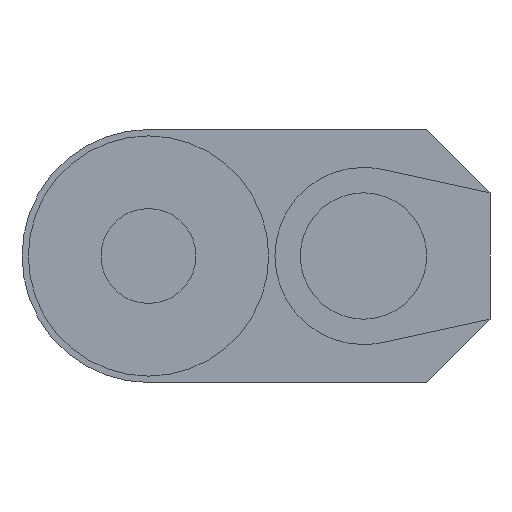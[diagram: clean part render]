
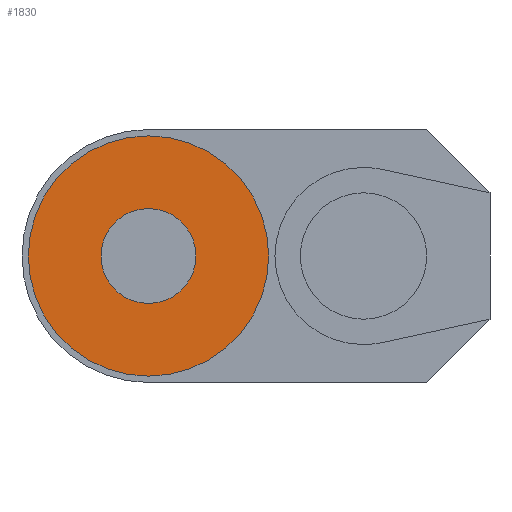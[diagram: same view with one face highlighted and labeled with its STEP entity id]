
A CAD part, front view. The second image highlights one B-rep face of the part: STEP entity #1830.
In plain terms, the highlighted planar face has unit normal (0, -1, 0).
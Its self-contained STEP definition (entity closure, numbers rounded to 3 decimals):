
#132 = CARTESIAN_POINT ( 'NONE',  ( -27., -96., 7.5 ) ) ;
#139 = CARTESIAN_POINT ( 'NONE',  ( -27., -96., 0. ) ) ;
#142 = DIRECTION ( 'NONE',  ( 0., 0., -1. ) ) ;
#219 = EDGE_LOOP ( 'NONE', ( #1980, #1484 ) ) ;
#233 = CARTESIAN_POINT ( 'NONE',  ( -27., -96., -19. ) ) ;
#249 = VERTEX_POINT ( 'NONE', #132 ) ;
#278 = EDGE_CURVE ( 'NONE', #249, #893, #1134, .T. ) ;
#308 = FACE_OUTER_BOUND ( 'NONE', #219, .T. ) ;
#381 = AXIS2_PLACEMENT_3D ( 'NONE', #2150, #1543, #142 ) ;
#509 = PLANE ( 'NONE',  #801 ) ;
#545 = CARTESIAN_POINT ( 'NONE',  ( -27., -96., -7.5 ) ) ;
#675 = AXIS2_PLACEMENT_3D ( 'NONE', #2605, #716, #1120 ) ;
#716 = DIRECTION ( 'NONE',  ( 0., -1., 0. ) ) ;
#727 = EDGE_CURVE ( 'NONE', #2234, #1096, #2204, .T. ) ;
#801 = AXIS2_PLACEMENT_3D ( 'NONE', #139, #2580, #1124 ) ;
#871 = ORIENTED_EDGE ( 'NONE', *, *, #278, .F. ) ;
#893 = VERTEX_POINT ( 'NONE', #545 ) ;
#1016 = ORIENTED_EDGE ( 'NONE', *, *, #1739, .F. ) ;
#1096 = VERTEX_POINT ( 'NONE', #1304 ) ;
#1120 = DIRECTION ( 'NONE',  ( 0., 0., -1. ) ) ;
#1124 = DIRECTION ( 'NONE',  ( 0., 0., -1. ) ) ;
#1134 = CIRCLE ( 'NONE', #675, 7.5 ) ;
#1234 = DIRECTION ( 'NONE',  ( 0., 0., -1. ) ) ;
#1304 = CARTESIAN_POINT ( 'NONE',  ( -27., -96., 19. ) ) ;
#1368 = FACE_BOUND ( 'NONE', #1640, .T. ) ;
#1484 = ORIENTED_EDGE ( 'NONE', *, *, #727, .T. ) ;
#1543 = DIRECTION ( 'NONE',  ( 0., -1., 0. ) ) ;
#1640 = EDGE_LOOP ( 'NONE', ( #871, #1016 ) ) ;
#1670 = CARTESIAN_POINT ( 'NONE',  ( -27., -96., 0. ) ) ;
#1739 = EDGE_CURVE ( 'NONE', #893, #249, #2342, .T. ) ;
#1817 = DIRECTION ( 'NONE',  ( 0., -1., 0. ) ) ;
#1830 = ADVANCED_FACE ( 'NONE', ( #1368, #308 ), #509, .T. ) ;
#1980 = ORIENTED_EDGE ( 'NONE', *, *, #2431, .T. ) ;
#2041 = AXIS2_PLACEMENT_3D ( 'NONE', #2479, #1817, #1234 ) ;
#2086 = AXIS2_PLACEMENT_3D ( 'NONE', #1670, #2280, #2097 ) ;
#2097 = DIRECTION ( 'NONE',  ( 0., 0., -1. ) ) ;
#2150 = CARTESIAN_POINT ( 'NONE',  ( -27., -96., 0. ) ) ;
#2204 = CIRCLE ( 'NONE', #2041, 19. ) ;
#2234 = VERTEX_POINT ( 'NONE', #233 ) ;
#2280 = DIRECTION ( 'NONE',  ( 0., -1., 0. ) ) ;
#2342 = CIRCLE ( 'NONE', #2086, 7.5 ) ;
#2431 = EDGE_CURVE ( 'NONE', #1096, #2234, #2568, .T. ) ;
#2479 = CARTESIAN_POINT ( 'NONE',  ( -27., -96., 0. ) ) ;
#2568 = CIRCLE ( 'NONE', #381, 19. ) ;
#2580 = DIRECTION ( 'NONE',  ( 0., -1., 0. ) ) ;
#2605 = CARTESIAN_POINT ( 'NONE',  ( -27., -96., 0. ) ) ;
